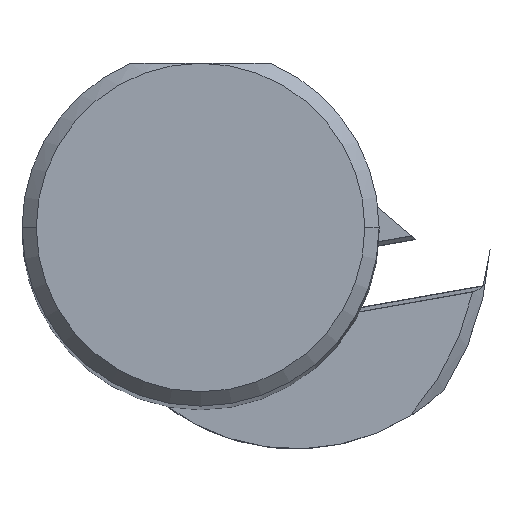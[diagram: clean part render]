
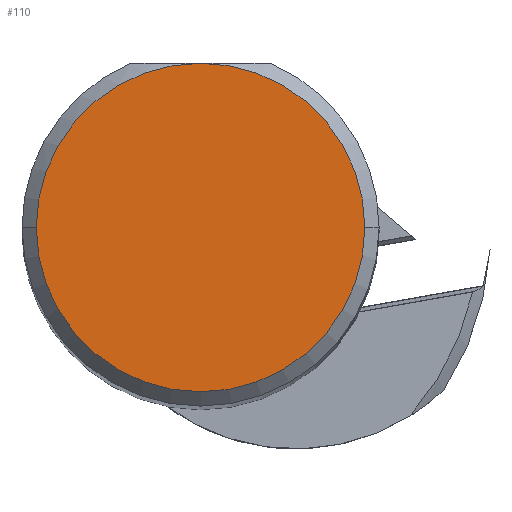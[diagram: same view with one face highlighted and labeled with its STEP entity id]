
A CAD part, top view. The second image highlights one B-rep face of the part: STEP entity #110.
In plain terms, the highlighted planar face has unit normal (0, 0, 1).
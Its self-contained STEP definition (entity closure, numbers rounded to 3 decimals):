
#7 = CIRCLE ( 'NONE', #11, 11.5 ) ;
#11 = AXIS2_PLACEMENT_3D ( 'NONE', #902, #561, #450 ) ;
#97 = EDGE_CURVE ( 'NONE', #875, #1280, #1296, .T. ) ;
#110 = ADVANCED_FACE ( 'NONE', ( #548 ), #115, .T. ) ;
#115 = PLANE ( 'NONE',  #712 ) ;
#130 = ORIENTED_EDGE ( 'NONE', *, *, #593, .F. ) ;
#163 = EDGE_LOOP ( 'NONE', ( #130, #859, #166 ) ) ;
#166 = ORIENTED_EDGE ( 'NONE', *, *, #646, .F. ) ;
#234 = CARTESIAN_POINT ( 'NONE',  ( -11.5, 0., 0. ) ) ;
#345 = AXIS2_PLACEMENT_3D ( 'NONE', #1254, #1248, #453 ) ;
#438 = CARTESIAN_POINT ( 'NONE',  ( 0., 11.5, 0. ) ) ;
#450 = DIRECTION ( 'NONE',  ( -1., 0., 0. ) ) ;
#453 = DIRECTION ( 'NONE',  ( -1., 0., 0. ) ) ;
#548 = FACE_OUTER_BOUND ( 'NONE', #163, .T. ) ;
#561 = DIRECTION ( 'NONE',  ( 0., 0., -1. ) ) ;
#571 = DIRECTION ( 'NONE',  ( 1., 0., 0. ) ) ;
#593 = EDGE_CURVE ( 'NONE', #1280, #969, #857, .T. ) ;
#646 = EDGE_CURVE ( 'NONE', #969, #875, #7, .T. ) ;
#683 = DIRECTION ( 'NONE',  ( -1., 0., 0. ) ) ;
#712 = AXIS2_PLACEMENT_3D ( 'NONE', #914, #1486, #571 ) ;
#857 = CIRCLE ( 'NONE', #1022, 11.5 ) ;
#859 = ORIENTED_EDGE ( 'NONE', *, *, #97, .F. ) ;
#866 = DIRECTION ( 'NONE',  ( 0., 0., -1. ) ) ;
#875 = VERTEX_POINT ( 'NONE', #234 ) ;
#902 = CARTESIAN_POINT ( 'NONE',  ( 0., 0., 0. ) ) ;
#914 = CARTESIAN_POINT ( 'NONE',  ( 0., 0., 0. ) ) ;
#969 = VERTEX_POINT ( 'NONE', #1404 ) ;
#1022 = AXIS2_PLACEMENT_3D ( 'NONE', #1206, #866, #683 ) ;
#1206 = CARTESIAN_POINT ( 'NONE',  ( 0., 0., 0. ) ) ;
#1248 = DIRECTION ( 'NONE',  ( 0., 0., -1. ) ) ;
#1254 = CARTESIAN_POINT ( 'NONE',  ( 0., 0., 0. ) ) ;
#1280 = VERTEX_POINT ( 'NONE', #438 ) ;
#1296 = CIRCLE ( 'NONE', #345, 11.5 ) ;
#1404 = CARTESIAN_POINT ( 'NONE',  ( 11.5, 0., 0. ) ) ;
#1486 = DIRECTION ( 'NONE',  ( 0., 0., 1. ) ) ;
